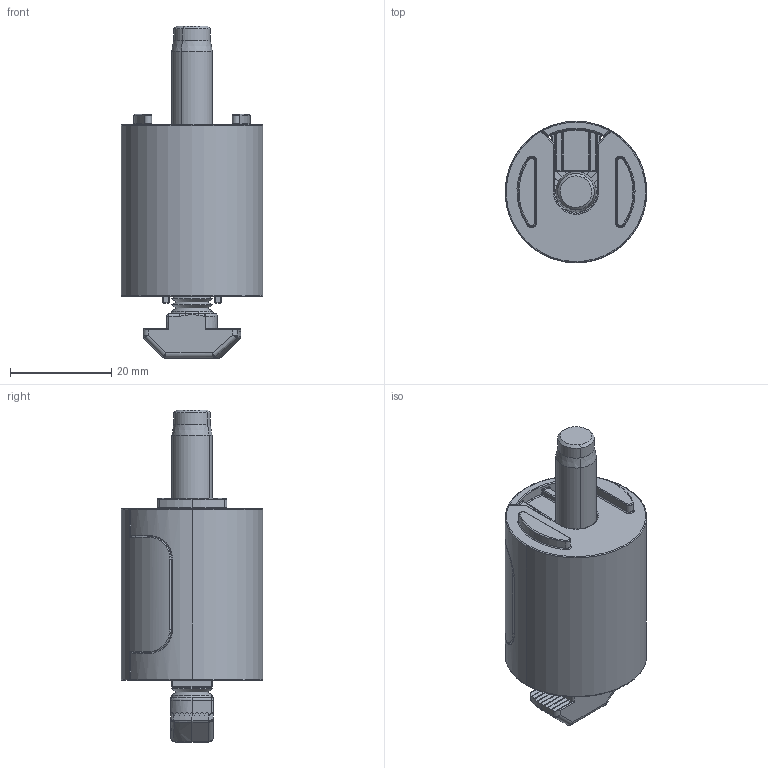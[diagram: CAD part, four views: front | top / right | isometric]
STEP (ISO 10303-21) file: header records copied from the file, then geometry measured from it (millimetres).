
FILE_DESCRIPTION (( 'STEP AP214' ), '1' );
FILE_NAME ('6750070', '2019-01-30T08:34:52', ( '' ), ('JUGARD+KÜNSTNER GmbH'), 'SwSTEP 2.0', 'SolidWorks 2017', '' );
FILE_SCHEMA (( 'AUTOMOTIVE_DESIGN' ));
Length unit declared in the file: millimetre
Products named in the file (6): Part3; Part4; Part5; 6750070; Part1; Part2
Assembly tree (5 placements, depth 2):
  6750070
    Part5
    Part4
    Part3
    Part2
    Part1
Bounding box: 28 x 28 x 65.74 mm (x, y, z)
Volume: 15181 mm3; surface area: 11342.9 mm2
Topology: 5 solids, 5 shells, 879 faces, 2102 edges, 1184 vertices
Faces by surface type: cylinder 300, bspline 259, plane 244, cone 76
Entity records: 41241 total; most frequent: CARTESIAN_POINT 13375, ORIENTED_EDGE 4090, DIRECTION 3354, EDGE_CURVE 2045, AXIS2_PLACEMENT_3D 1257, VERTEX_POINT 1184, UNCERTAINTY_MEASURE_WITH_UNIT 895, SURFACE_STYLE_FILL_AREA 889
